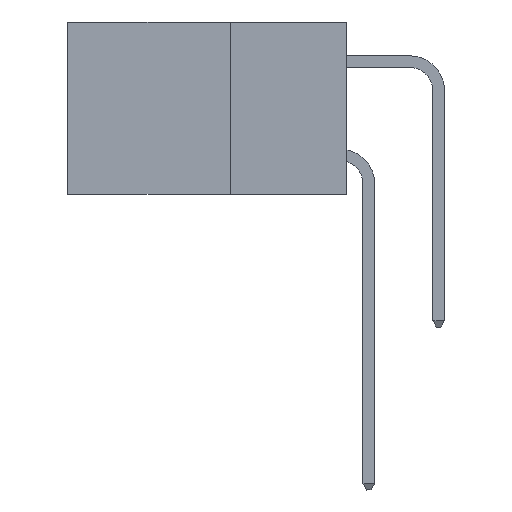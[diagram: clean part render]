
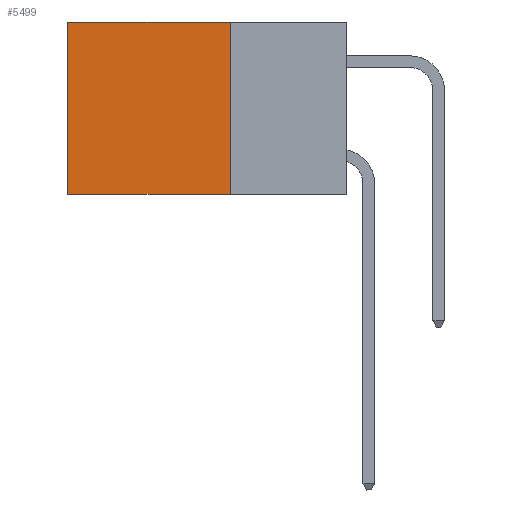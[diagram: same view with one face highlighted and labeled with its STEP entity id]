
A CAD part, left-side view. The second image highlights one B-rep face of the part: STEP entity #5499.
In plain terms, the highlighted planar face has unit normal (-1, 0, 0).
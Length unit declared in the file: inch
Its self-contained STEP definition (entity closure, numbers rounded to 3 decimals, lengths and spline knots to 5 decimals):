
#1722 = VECTOR ( 'NONE', #14183, 39.37008 ) ;
#1814 = PLANE ( 'NONE',  #7841 ) ;
#3491 = VECTOR ( 'NONE', #7407, 39.37008 ) ;
#4224 = EDGE_CURVE ( 'NONE', #5441, #20265, #17253, .T. ) ;
#5217 = EDGE_CURVE ( 'NONE', #16431, #13782, #12098, .T. ) ;
#5441 = VERTEX_POINT ( 'NONE', #18944 ) ;
#5470 = EDGE_CURVE ( 'NONE', #13782, #20265, #11826, .T. ) ;
#5499 = ADVANCED_FACE ( 'NONE', ( #16168 ), #1814, .F. ) ;
#6570 = DIRECTION ( 'NONE',  ( 0., 0., -1. ) ) ;
#6588 = VECTOR ( 'NONE', #6570, 39.37008 ) ;
#7125 = CARTESIAN_POINT ( 'NONE',  ( 0.2875, 0.25, 0. ) ) ;
#7407 = DIRECTION ( 'NONE',  ( 0., 0., -1. ) ) ;
#7841 = AXIS2_PLACEMENT_3D ( 'NONE', #19380, #11266, #20947 ) ;
#10716 = CARTESIAN_POINT ( 'NONE',  ( 0.2875, 0.25, 0. ) ) ;
#11038 = CARTESIAN_POINT ( 'NONE',  ( 0.2875, 0.25, 0. ) ) ;
#11266 = DIRECTION ( 'NONE',  ( 1., 0., 0. ) ) ;
#11826 = LINE ( 'NONE', #15888, #1722 ) ;
#11937 = CARTESIAN_POINT ( 'NONE',  ( 0.2875, 0.6, -0.37 ) ) ;
#12098 = LINE ( 'NONE', #10716, #3491 ) ;
#12295 = ORIENTED_EDGE ( 'NONE', *, *, #5217, .F. ) ;
#12634 = ORIENTED_EDGE ( 'NONE', *, *, #4224, .T. ) ;
#13403 = ORIENTED_EDGE ( 'NONE', *, *, #14219, .T. ) ;
#13782 = VERTEX_POINT ( 'NONE', #20127 ) ;
#14183 = DIRECTION ( 'NONE',  ( 0., 1., 0. ) ) ;
#14219 = EDGE_CURVE ( 'NONE', #16431, #5441, #20453, .T. ) ;
#14650 = CARTESIAN_POINT ( 'NONE',  ( 0.2875, 0.6, 0. ) ) ;
#15609 = EDGE_LOOP ( 'NONE', ( #12634, #16681, #12295, #13403 ) ) ;
#15888 = CARTESIAN_POINT ( 'NONE',  ( 0.2875, 0.25, -0.37 ) ) ;
#16168 = FACE_OUTER_BOUND ( 'NONE', #15609, .T. ) ;
#16431 = VERTEX_POINT ( 'NONE', #11038 ) ;
#16681 = ORIENTED_EDGE ( 'NONE', *, *, #5470, .F. ) ;
#17253 = LINE ( 'NONE', #14650, #6588 ) ;
#17400 = VECTOR ( 'NONE', #18459, 39.37008 ) ;
#18459 = DIRECTION ( 'NONE',  ( 0., 1., 0. ) ) ;
#18944 = CARTESIAN_POINT ( 'NONE',  ( 0.2875, 0.6, 0. ) ) ;
#19380 = CARTESIAN_POINT ( 'NONE',  ( 0.2875, 0.25, 0. ) ) ;
#20127 = CARTESIAN_POINT ( 'NONE',  ( 0.2875, 0.25, -0.37 ) ) ;
#20265 = VERTEX_POINT ( 'NONE', #11937 ) ;
#20453 = LINE ( 'NONE', #7125, #17400 ) ;
#20947 = DIRECTION ( 'NONE',  ( 0., 0., -1. ) ) ;
